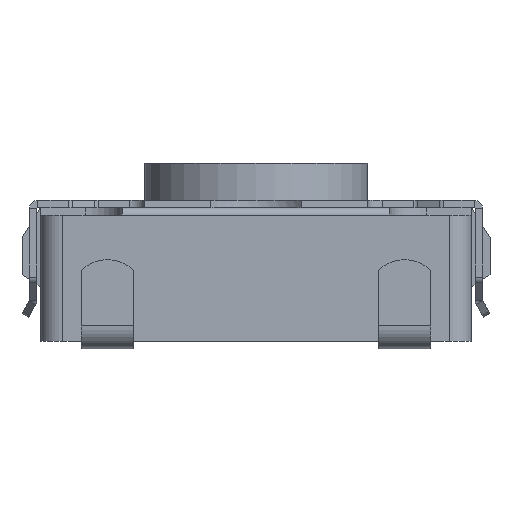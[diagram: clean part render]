
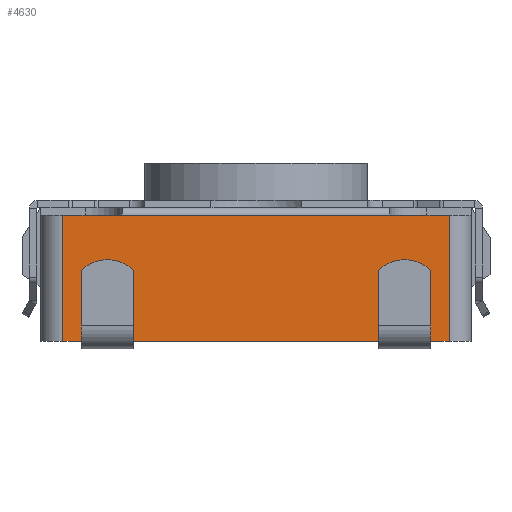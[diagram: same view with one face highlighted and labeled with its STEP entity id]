
A CAD part, left-side view. The second image highlights one B-rep face of the part: STEP entity #4630.
In plain terms, the highlighted planar face has unit normal (-1, 0, 0).
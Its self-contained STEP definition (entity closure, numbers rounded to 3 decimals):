
#11 = VERTEX_POINT ( 'NONE', #5168 ) ;
#16 = EDGE_CURVE ( 'NONE', #8697, #11, #5163, .T. ) ;
#711 = LINE ( 'NONE', #767, #766 ) ;
#742 = DIRECTION ( 'NONE',  ( 0., 0., -1. ) ) ;
#743 = VECTOR ( 'NONE', #742, 1000. ) ;
#744 = CARTESIAN_POINT ( 'NONE',  ( -3.1, 0.1, 0. ) ) ;
#745 = LINE ( 'NONE', #744, #743 ) ;
#765 = DIRECTION ( 'NONE',  ( 0., 0., -1. ) ) ;
#766 = VECTOR ( 'NONE', #765, 1000. ) ;
#767 = CARTESIAN_POINT ( 'NONE',  ( -3.1, 0.1, 0. ) ) ;
#887 = DIRECTION ( 'NONE',  ( 0., 0., 1. ) ) ;
#888 = DIRECTION ( 'NONE',  ( 1., 0., 0. ) ) ;
#889 = CARTESIAN_POINT ( 'NONE',  ( -3.1, 1.9, 0. ) ) ;
#890 = AXIS2_PLACEMENT_3D ( 'NONE', #889, #888, #887 ) ;
#891 = PLANE ( 'NONE',  #890 ) ;
#892 = FACE_OUTER_BOUND ( 'NONE', #4631, .T. ) ;
#1529 = CARTESIAN_POINT ( 'NONE',  ( -3.1, 0.1, -1.65 ) ) ;
#1683 = CARTESIAN_POINT ( 'NONE',  ( -3.1, 0.1, 2.35 ) ) ;
#2138 = EDGE_CURVE ( 'NONE', #8329, #2902, #5277, .T. ) ;
#2209 = EDGE_CURVE ( 'NONE', #2223, #2234, #5405, .T. ) ;
#2214 = EDGE_CURVE ( 'NONE', #2234, #2215, #5399, .T. ) ;
#2215 = VERTEX_POINT ( 'NONE', #5391 ) ;
#2223 = VERTEX_POINT ( 'NONE', #5435 ) ;
#2234 = VERTEX_POINT ( 'NONE', #5419 ) ;
#2440 = EDGE_CURVE ( 'NONE', #4904, #2215, #5700, .T. ) ;
#2897 = VERTEX_POINT ( 'NONE', #6471 ) ;
#2902 = VERTEX_POINT ( 'NONE', #6528 ) ;
#3160 = DIRECTION ( 'NONE',  ( 0., 0., 1. ) ) ;
#3161 = VECTOR ( 'NONE', #3160, 1000. ) ;
#3163 = CARTESIAN_POINT ( 'NONE',  ( -3.1, 0.3, 0. ) ) ;
#3165 = LINE ( 'NONE', #3163, #3161 ) ;
#3170 = CARTESIAN_POINT ( 'NONE',  ( -3.1, 0.3, 1.65 ) ) ;
#3173 = CARTESIAN_POINT ( 'NONE',  ( -3.1, 0.3, 2.35 ) ) ;
#3619 = CARTESIAN_POINT ( 'NONE',  ( -3.1, 0.3, -2.35 ) ) ;
#3622 = DIRECTION ( 'NONE',  ( 0., 0., 1. ) ) ;
#3623 = VECTOR ( 'NONE', #3622, 1000. ) ;
#3625 = CARTESIAN_POINT ( 'NONE',  ( -3.1, 0.3, 0. ) ) ;
#3628 = LINE ( 'NONE', #3625, #3623 ) ;
#3631 = DIRECTION ( 'NONE',  ( 0., 1., 0. ) ) ;
#3632 = VECTOR ( 'NONE', #3631, 1000. ) ;
#3634 = CARTESIAN_POINT ( 'NONE',  ( -3.1, 1.9, -1.65 ) ) ;
#3636 = LINE ( 'NONE', #3634, #3632 ) ;
#3741 = CARTESIAN_POINT ( 'NONE',  ( -3.1, 0.3, -1.65 ) ) ;
#3795 = DIRECTION ( 'NONE',  ( 0., 0., -1. ) ) ;
#3796 = VECTOR ( 'NONE', #3795, 1000. ) ;
#3797 = CARTESIAN_POINT ( 'NONE',  ( -3.1, 1.8, -1.8 ) ) ;
#3798 = LINE ( 'NONE', #3797, #3796 ) ;
#3837 = DIRECTION ( 'NONE',  ( 0., 1., 0. ) ) ;
#3838 = VECTOR ( 'NONE', #3837, 1000. ) ;
#3839 = CARTESIAN_POINT ( 'NONE',  ( -3.1, 1.9, 2.35 ) ) ;
#3840 = LINE ( 'NONE', #3839, #3838 ) ;
#3880 = DIRECTION ( 'NONE',  ( 0., 0., 1. ) ) ;
#3881 = VECTOR ( 'NONE', #3880, 1000. ) ;
#3882 = CARTESIAN_POINT ( 'NONE',  ( -3.1, 1.8, 0. ) ) ;
#3883 = LINE ( 'NONE', #3882, #3881 ) ;
#3884 = DIRECTION ( 'NONE',  ( 0., -1., 0. ) ) ;
#3885 = VECTOR ( 'NONE', #3884, 1000. ) ;
#3886 = CARTESIAN_POINT ( 'NONE',  ( -3.1, 1.9, 1.65 ) ) ;
#3887 = LINE ( 'NONE', #3886, #3885 ) ;
#3935 = CARTESIAN_POINT ( 'NONE',  ( -3.1, 1.8, -1.8 ) ) ;
#3936 = CARTESIAN_POINT ( 'NONE',  ( -3.1, 1.8, -2.6 ) ) ;
#4528 = EDGE_CURVE ( 'NONE', #2902, #11, #711, .T. ) ;
#4546 = EDGE_CURVE ( 'NONE', #2897, #4842, #745, .T. ) ;
#4613 = ORIENTED_EDGE ( 'NONE', *, *, #8273, .T. ) ;
#4614 = ORIENTED_EDGE ( 'NONE', *, *, #8407, .F. ) ;
#4615 = ORIENTED_EDGE ( 'NONE', *, *, #2440, .T. ) ;
#4616 = ORIENTED_EDGE ( 'NONE', *, *, #2214, .F. ) ;
#4617 = ORIENTED_EDGE ( 'NONE', *, *, #2209, .F. ) ;
#4618 = ORIENTED_EDGE ( 'NONE', *, *, #8432, .F. ) ;
#4619 = ORIENTED_EDGE ( 'NONE', *, *, #8399, .T. ) ;
#4620 = ORIENTED_EDGE ( 'NONE', *, *, #16, .T. ) ;
#4621 = ORIENTED_EDGE ( 'NONE', *, *, #4528, .F. ) ;
#4622 = ORIENTED_EDGE ( 'NONE', *, *, #2138, .F. ) ;
#4623 = ORIENTED_EDGE ( 'NONE', *, *, #8328, .T. ) ;
#4630 = ADVANCED_FACE ( 'NONE', ( #892 ), #891, .F. ) ;
#4631 = EDGE_LOOP ( 'NONE', ( #4632, #4633, #4634, #4613, #4614, #4615, #4616, #4617, #4618, #4619, #4620, #4621, #4622, #4623 ) ) ;
#4632 = ORIENTED_EDGE ( 'NONE', *, *, #8324, .F. ) ;
#4633 = ORIENTED_EDGE ( 'NONE', *, *, #4546, .F. ) ;
#4634 = ORIENTED_EDGE ( 'NONE', *, *, #8428, .F. ) ;
#4842 = VERTEX_POINT ( 'NONE', #1529 ) ;
#4904 = VERTEX_POINT ( 'NONE', #1683 ) ;
#5160 = DIRECTION ( 'NONE',  ( 0., -1., 0. ) ) ;
#5161 = VECTOR ( 'NONE', #5160, 1000. ) ;
#5162 = CARTESIAN_POINT ( 'NONE',  ( -3.1, 1.9, -2.6 ) ) ;
#5163 = LINE ( 'NONE', #5162, #5161 ) ;
#5168 = CARTESIAN_POINT ( 'NONE',  ( -3.1, 0.1, -2.6 ) ) ;
#5274 = DIRECTION ( 'NONE',  ( 0., -1., 0. ) ) ;
#5275 = VECTOR ( 'NONE', #5274, 1000. ) ;
#5276 = CARTESIAN_POINT ( 'NONE',  ( -3.1, 1.9, -2.35 ) ) ;
#5277 = LINE ( 'NONE', #5276, #5275 ) ;
#5391 = CARTESIAN_POINT ( 'NONE',  ( -3.1, 0.1, 2.6 ) ) ;
#5392 = DIRECTION ( 'NONE',  ( 0., -1., 0. ) ) ;
#5393 = VECTOR ( 'NONE', #5392, 1000. ) ;
#5394 = CARTESIAN_POINT ( 'NONE',  ( -3.1, 1.9, 2.6 ) ) ;
#5399 = LINE ( 'NONE', #5394, #5393 ) ;
#5402 = DIRECTION ( 'NONE',  ( 0., 0., 1. ) ) ;
#5403 = VECTOR ( 'NONE', #5402, 1000. ) ;
#5404 = CARTESIAN_POINT ( 'NONE',  ( -3.1, 1.8, 1.8 ) ) ;
#5405 = LINE ( 'NONE', #5404, #5403 ) ;
#5419 = CARTESIAN_POINT ( 'NONE',  ( -3.1, 1.8, 2.6 ) ) ;
#5435 = CARTESIAN_POINT ( 'NONE',  ( -3.1, 1.8, 1.8 ) ) ;
#5697 = DIRECTION ( 'NONE',  ( 0., 0., 1. ) ) ;
#5698 = VECTOR ( 'NONE', #5697, 1000. ) ;
#5699 = CARTESIAN_POINT ( 'NONE',  ( -3.1, 0.1, 0. ) ) ;
#5700 = LINE ( 'NONE', #5699, #5698 ) ;
#6471 = CARTESIAN_POINT ( 'NONE',  ( -3.1, 0.1, 1.65 ) ) ;
#6528 = CARTESIAN_POINT ( 'NONE',  ( -3.1, 0.1, -2.35 ) ) ;
#8270 = VERTEX_POINT ( 'NONE', #3173 ) ;
#8271 = VERTEX_POINT ( 'NONE', #3170 ) ;
#8273 = EDGE_CURVE ( 'NONE', #8271, #8270, #3165, .T. ) ;
#8324 = EDGE_CURVE ( 'NONE', #4842, #8346, #3636, .T. ) ;
#8328 = EDGE_CURVE ( 'NONE', #8329, #8346, #3628, .T. ) ;
#8329 = VERTEX_POINT ( 'NONE', #3619 ) ;
#8346 = VERTEX_POINT ( 'NONE', #3741 ) ;
#8399 = EDGE_CURVE ( 'NONE', #8698, #8697, #3798, .T. ) ;
#8407 = EDGE_CURVE ( 'NONE', #4904, #8270, #3840, .T. ) ;
#8428 = EDGE_CURVE ( 'NONE', #8271, #2897, #3887, .T. ) ;
#8432 = EDGE_CURVE ( 'NONE', #8698, #2223, #3883, .T. ) ;
#8697 = VERTEX_POINT ( 'NONE', #3936 ) ;
#8698 = VERTEX_POINT ( 'NONE', #3935 ) ;
